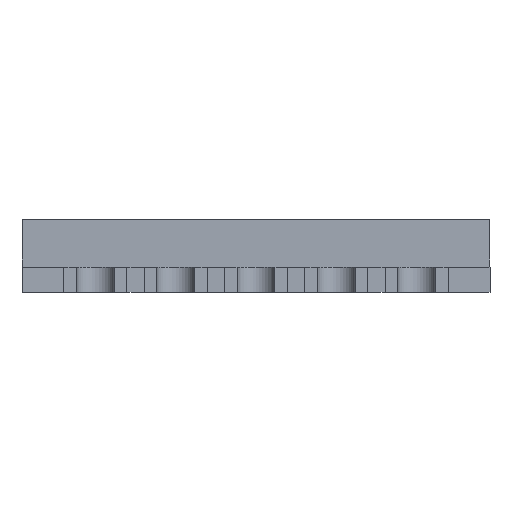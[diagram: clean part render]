
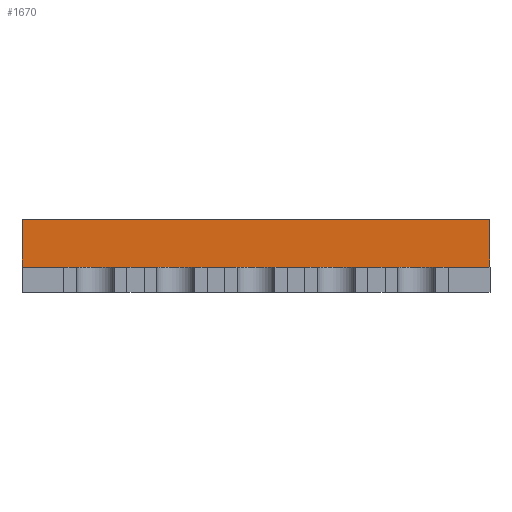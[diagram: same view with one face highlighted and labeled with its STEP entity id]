
A CAD part, front view. The second image highlights one B-rep face of the part: STEP entity #1670.
In plain terms, the highlighted planar face has unit normal (0, -1, 0).
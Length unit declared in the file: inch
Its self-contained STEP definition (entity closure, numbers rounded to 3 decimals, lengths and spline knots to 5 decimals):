
#92 = CARTESIAN_POINT ( 'NONE',  ( 7.6126, 1.192, 0.07874 ) ) ;
#119 = DIRECTION ( 'NONE',  ( 0., 1., 0. ) ) ;
#139 = ORIENTED_EDGE ( 'NONE', *, *, #6061, .F. ) ;
#190 = CARTESIAN_POINT ( 'NONE',  ( 7.02992, 1.192, 0.1378 ) ) ;
#201 = EDGE_LOOP ( 'NONE', ( #3290, #139, #6064, #1078 ) ) ;
#485 = FACE_OUTER_BOUND ( 'NONE', #201, .T. ) ;
#650 = DIRECTION ( 'NONE',  ( 1., 0., 0. ) ) ;
#718 = VECTOR ( 'NONE', #6274, 39.37008 ) ;
#738 = VERTEX_POINT ( 'NONE', #755 ) ;
#755 = CARTESIAN_POINT ( 'NONE',  ( 7.02992, 1.192, 0.1378 ) ) ;
#963 = VECTOR ( 'NONE', #4262, 39.37008 ) ;
#1078 = ORIENTED_EDGE ( 'NONE', *, *, #1345, .T. ) ;
#1345 = EDGE_CURVE ( 'NONE', #738, #6374, #1995, .T. ) ;
#1670 = ADVANCED_FACE ( 'NONE', ( #485 ), #3736, .F. ) ;
#1914 = DIRECTION ( 'NONE',  ( 0., 0., -1. ) ) ;
#1995 = LINE ( 'NONE', #5235, #718 ) ;
#2251 = VECTOR ( 'NONE', #650, 39.37008 ) ;
#2483 = LINE ( 'NONE', #190, #963 ) ;
#2727 = DIRECTION ( 'NONE',  ( 1., 0., 0. ) ) ;
#3033 = VECTOR ( 'NONE', #1914, 39.37008 ) ;
#3096 = EDGE_CURVE ( 'NONE', #738, #3775, #2483, .T. ) ;
#3197 = CARTESIAN_POINT ( 'NONE',  ( 7.02992, 1.192, 0.07874 ) ) ;
#3271 = AXIS2_PLACEMENT_3D ( 'NONE', #5214, #119, #2727 ) ;
#3290 = ORIENTED_EDGE ( 'NONE', *, *, #4586, .T. ) ;
#3292 = LINE ( 'NONE', #4275, #2251 ) ;
#3736 = PLANE ( 'NONE',  #3271 ) ;
#3775 = VERTEX_POINT ( 'NONE', #4735 ) ;
#4262 = DIRECTION ( 'NONE',  ( 1., 0., 0. ) ) ;
#4275 = CARTESIAN_POINT ( 'NONE',  ( 7.02992, 1.192, 0.07874 ) ) ;
#4372 = CARTESIAN_POINT ( 'NONE',  ( 7.6126, 1.192, 0.1378 ) ) ;
#4586 = EDGE_CURVE ( 'NONE', #6374, #5165, #3292, .T. ) ;
#4735 = CARTESIAN_POINT ( 'NONE',  ( 7.6126, 1.192, 0.1378 ) ) ;
#5165 = VERTEX_POINT ( 'NONE', #92 ) ;
#5214 = CARTESIAN_POINT ( 'NONE',  ( 7.02992, 1.192, 0.1378 ) ) ;
#5235 = CARTESIAN_POINT ( 'NONE',  ( 7.02992, 1.192, 0.1378 ) ) ;
#5753 = LINE ( 'NONE', #4372, #3033 ) ;
#6061 = EDGE_CURVE ( 'NONE', #3775, #5165, #5753, .T. ) ;
#6064 = ORIENTED_EDGE ( 'NONE', *, *, #3096, .F. ) ;
#6274 = DIRECTION ( 'NONE',  ( 0., 0., -1. ) ) ;
#6374 = VERTEX_POINT ( 'NONE', #3197 ) ;
